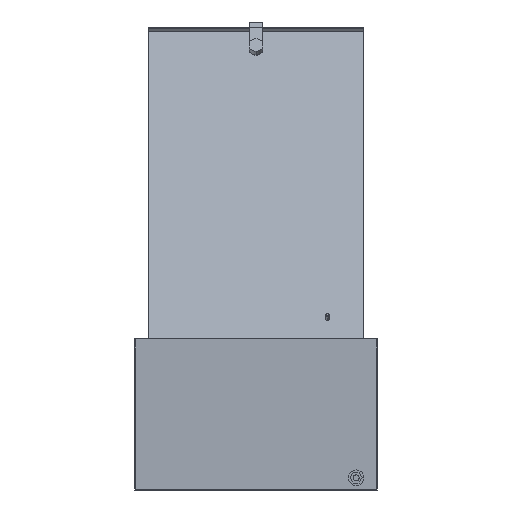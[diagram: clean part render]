
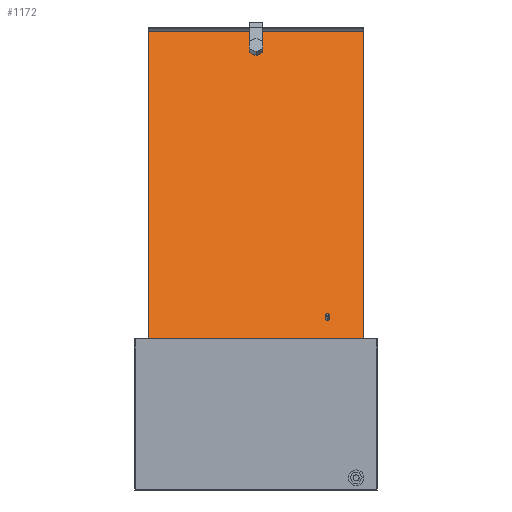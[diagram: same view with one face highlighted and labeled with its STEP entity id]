
A CAD part, left-side view. The second image highlights one B-rep face of the part: STEP entity #1172.
In plain terms, the highlighted face is planar.
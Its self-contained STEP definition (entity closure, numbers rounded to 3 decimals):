
#16 = LINE ( 'NONE', #404, #4466 ) ;
#155 = DIRECTION ( 'NONE',  ( 1., 0., 0. ) ) ;
#160 = EDGE_CURVE ( 'NONE', #2013, #376, #1809, .T. ) ;
#251 = CARTESIAN_POINT ( 'NONE',  ( -277., 0., -1. ) ) ;
#349 = CARTESIAN_POINT ( 'NONE',  ( -235.5, 0., -1. ) ) ;
#376 = VERTEX_POINT ( 'NONE', #4224 ) ;
#386 = ORIENTED_EDGE ( 'NONE', *, *, #1980, .F. ) ;
#404 = CARTESIAN_POINT ( 'NONE',  ( 0., -177., -1. ) ) ;
#424 = DIRECTION ( 'NONE',  ( 0., 0., -1. ) ) ;
#467 = CARTESIAN_POINT ( 'NONE',  ( -258.5, 0., -1. ) ) ;
#510 = DIRECTION ( 'NONE',  ( -1., 0., 0. ) ) ;
#585 = ORIENTED_EDGE ( 'NONE', *, *, #1848, .T. ) ;
#635 = DIRECTION ( 'NONE',  ( 0., -1., 0. ) ) ;
#644 = DIRECTION ( 'NONE',  ( 1., 0., 0. ) ) ;
#736 = AXIS2_PLACEMENT_3D ( 'NONE', #3560, #2103, #3530 ) ;
#737 = AXIS2_PLACEMENT_3D ( 'NONE', #2420, #3177, #644 ) ;
#742 = DIRECTION ( 'NONE',  ( 1., 0., 0. ) ) ;
#798 = CARTESIAN_POINT ( 'NONE',  ( 277., 0., -1. ) ) ;
#824 = CARTESIAN_POINT ( 'NONE',  ( -277., 177., -1. ) ) ;
#826 = LINE ( 'NONE', #4392, #4448 ) ;
#864 = EDGE_CURVE ( 'NONE', #376, #2013, #1637, .T. ) ;
#964 = AXIS2_PLACEMENT_3D ( 'NONE', #3750, #4077, #1584 ) ;
#1009 = AXIS2_PLACEMENT_3D ( 'NONE', #3029, #1249, #155 ) ;
#1083 = CARTESIAN_POINT ( 'NONE',  ( -277., -177., -1. ) ) ;
#1172 = ADVANCED_FACE ( 'NONE', ( #4468, #1968, #3522 ), #1749, .F. ) ;
#1249 = DIRECTION ( 'NONE',  ( 0., 0., -1. ) ) ;
#1334 = ORIENTED_EDGE ( 'NONE', *, *, #2287, .F. ) ;
#1444 = EDGE_LOOP ( 'NONE', ( #1782, #585 ) ) ;
#1447 = LINE ( 'NONE', #251, #3011 ) ;
#1547 = ORIENTED_EDGE ( 'NONE', *, *, #2587, .F. ) ;
#1584 = DIRECTION ( 'NONE',  ( 1., 0., 0. ) ) ;
#1637 = CIRCLE ( 'NONE', #4432, 3. ) ;
#1749 = PLANE ( 'NONE',  #737 ) ;
#1768 = EDGE_LOOP ( 'NONE', ( #1334, #1547, #386, #1773 ) ) ;
#1773 = ORIENTED_EDGE ( 'NONE', *, *, #4391, .F. ) ;
#1782 = ORIENTED_EDGE ( 'NONE', *, *, #4142, .T. ) ;
#1809 = CIRCLE ( 'NONE', #1009, 3. ) ;
#1848 = EDGE_CURVE ( 'NONE', #2602, #4368, #4185, .T. ) ;
#1968 = FACE_OUTER_BOUND ( 'NONE', #1768, .T. ) ;
#1980 = EDGE_CURVE ( 'NONE', #3547, #4335, #3016, .T. ) ;
#1983 = EDGE_LOOP ( 'NONE', ( #3853, #3601 ) ) ;
#2013 = VERTEX_POINT ( 'NONE', #4022 ) ;
#2103 = DIRECTION ( 'NONE',  ( 0., 0., 1. ) ) ;
#2287 = EDGE_CURVE ( 'NONE', #4553, #2342, #1447, .T. ) ;
#2342 = VERTEX_POINT ( 'NONE', #1083 ) ;
#2373 = CARTESIAN_POINT ( 'NONE',  ( 228., -118., -1. ) ) ;
#2420 = CARTESIAN_POINT ( 'NONE',  ( 0., 0., -1. ) ) ;
#2587 = EDGE_CURVE ( 'NONE', #4335, #4553, #826, .T. ) ;
#2602 = VERTEX_POINT ( 'NONE', #467 ) ;
#3011 = VECTOR ( 'NONE', #635, 1000. ) ;
#3016 = LINE ( 'NONE', #798, #3287 ) ;
#3029 = CARTESIAN_POINT ( 'NONE',  ( 228., -118., -1. ) ) ;
#3177 = DIRECTION ( 'NONE',  ( 0., 0., 1. ) ) ;
#3287 = VECTOR ( 'NONE', #4354, 1000. ) ;
#3522 = FACE_BOUND ( 'NONE', #1983, .T. ) ;
#3530 = DIRECTION ( 'NONE',  ( 1., 0., 0. ) ) ;
#3547 = VERTEX_POINT ( 'NONE', #3899 ) ;
#3560 = CARTESIAN_POINT ( 'NONE',  ( -247., 0., -1. ) ) ;
#3601 = ORIENTED_EDGE ( 'NONE', *, *, #864, .F. ) ;
#3621 = DIRECTION ( 'NONE',  ( 1., 0., 0. ) ) ;
#3750 = CARTESIAN_POINT ( 'NONE',  ( -247., 0., -1. ) ) ;
#3853 = ORIENTED_EDGE ( 'NONE', *, *, #160, .F. ) ;
#3899 = CARTESIAN_POINT ( 'NONE',  ( 277., -177., -1. ) ) ;
#4022 = CARTESIAN_POINT ( 'NONE',  ( 231., -118., -1. ) ) ;
#4077 = DIRECTION ( 'NONE',  ( 0., 0., 1. ) ) ;
#4142 = EDGE_CURVE ( 'NONE', #4368, #2602, #4243, .T. ) ;
#4185 = CIRCLE ( 'NONE', #736, 11.5 ) ;
#4224 = CARTESIAN_POINT ( 'NONE',  ( 225., -118., -1. ) ) ;
#4243 = CIRCLE ( 'NONE', #964, 11.5 ) ;
#4256 = CARTESIAN_POINT ( 'NONE',  ( 277., 177., -1. ) ) ;
#4335 = VERTEX_POINT ( 'NONE', #4256 ) ;
#4354 = DIRECTION ( 'NONE',  ( 0., 1., 0. ) ) ;
#4368 = VERTEX_POINT ( 'NONE', #349 ) ;
#4391 = EDGE_CURVE ( 'NONE', #2342, #3547, #16, .T. ) ;
#4392 = CARTESIAN_POINT ( 'NONE',  ( 0., 177., -1. ) ) ;
#4432 = AXIS2_PLACEMENT_3D ( 'NONE', #2373, #424, #3621 ) ;
#4448 = VECTOR ( 'NONE', #510, 1000. ) ;
#4466 = VECTOR ( 'NONE', #742, 1000. ) ;
#4468 = FACE_BOUND ( 'NONE', #1444, .T. ) ;
#4553 = VERTEX_POINT ( 'NONE', #824 ) ;
